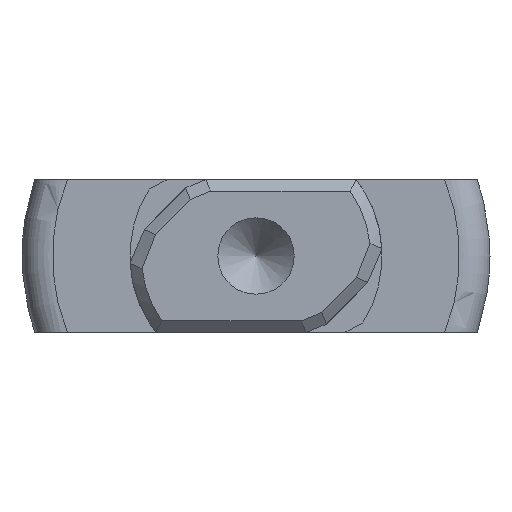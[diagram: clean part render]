
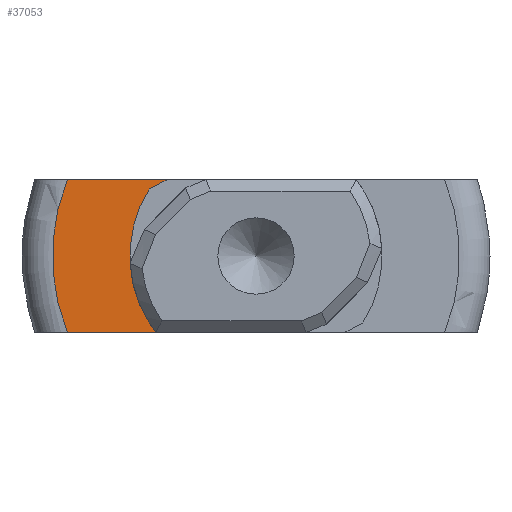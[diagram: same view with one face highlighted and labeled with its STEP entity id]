
A CAD part, left-side view. The second image highlights one B-rep face of the part: STEP entity #37053.
In plain terms, the highlighted planar face has unit normal (-1, 0, 0).
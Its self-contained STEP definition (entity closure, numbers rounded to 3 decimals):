
#722 = PLANE('',#723);
#723 = AXIS2_PLACEMENT_3D('',#724,#725,#726);
#724 = CARTESIAN_POINT('',(-6.25,-6.25,2.));
#725 = DIRECTION('',(0.,0.,1.));
#726 = DIRECTION('',(0.,1.,0.));
#15795 = VERTEX_POINT('',#15796);
#15796 = CARTESIAN_POINT('',(0.,4.94,2.));
#15830 = TOROIDAL_SURFACE('',#15831,5.329,0.8);
#15831 = AXIS2_PLACEMENT_3D('',#15832,#15833,#15834);
#15832 = CARTESIAN_POINT('',(0.8,0.,0.));
#15833 = DIRECTION('',(1.,0.,0.));
#15834 = DIRECTION('',(0.,0.,-1.));
#15864 = EDGE_CURVE('',#15795,#15865,#15867,.T.);
#15865 = VERTEX_POINT('',#15866);
#15866 = CARTESIAN_POINT('',(0.,2.327,2.));
#15867 = SURFACE_CURVE('',#15868,(#15872,#15879),.PCURVE_S1.);
#15868 = LINE('',#15869,#15870);
#15869 = CARTESIAN_POINT('',(0.,5.79,2.));
#15870 = VECTOR('',#15871,1.);
#15871 = DIRECTION('',(0.,-1.,0.));
#15872 = PCURVE('',#722,#15873);
#15873 = DEFINITIONAL_REPRESENTATION('',(#15874),#15878);
#15874 = LINE('',#15875,#15876);
#15875 = CARTESIAN_POINT('',(12.04,-6.25));
#15876 = VECTOR('',#15877,1.);
#15877 = DIRECTION('',(-1.,-0.));
#15878 = ( GEOMETRIC_REPRESENTATION_CONTEXT(2) 
PARAMETRIC_REPRESENTATION_CONTEXT() REPRESENTATION_CONTEXT('2D SPACE',''
  ) );
#15879 = PCURVE('',#15880,#15885);
#15880 = PLANE('',#15881);
#15881 = AXIS2_PLACEMENT_3D('',#15882,#15883,#15884);
#15882 = CARTESIAN_POINT('',(0.,5.329,
    0.));
#15883 = DIRECTION('',(-1.,0.,0.));
#15884 = DIRECTION('',(0.,0.,1.));
#15885 = DEFINITIONAL_REPRESENTATION('',(#15886),#15890);
#15886 = LINE('',#15887,#15888);
#15887 = CARTESIAN_POINT('',(2.,0.46));
#15888 = VECTOR('',#15889,1.);
#15889 = DIRECTION('',(0.,-1.));
#15890 = ( GEOMETRIC_REPRESENTATION_CONTEXT(2) 
PARAMETRIC_REPRESENTATION_CONTEXT() REPRESENTATION_CONTEXT('2D SPACE',''
  ) );
#15908 = PLANE('',#15909);
#15909 = AXIS2_PLACEMENT_3D('',#15910,#15911,#15912);
#15910 = CARTESIAN_POINT('',(-32.063,2.561,1.878));
#15911 = DIRECTION('',(0.,0.464,0.886
    ));
#15912 = DIRECTION('',(1.,0.,0.));
#33245 = PLANE('',#33246);
#33246 = AXIS2_PLACEMENT_3D('',#33247,#33248,#33249);
#33247 = CARTESIAN_POINT('',(-6.25,6.25,-2.));
#33248 = DIRECTION('',(0.,0.,-1.));
#33249 = DIRECTION('',(0.,-1.,0.));
#35334 = PLANE('',#35335);
#35335 = AXIS2_PLACEMENT_3D('',#35336,#35337,#35338);
#35336 = CARTESIAN_POINT('',(-32.063,2.561,-1.878));
#35337 = DIRECTION('',(0.,0.464,
    -0.886));
#35338 = DIRECTION('',(-1.,0.,0.));
#35354 = VERTEX_POINT('',#35355);
#35355 = CARTESIAN_POINT('',(0.,2.795,
    -1.755));
#35369 = CYLINDRICAL_SURFACE('',#35370,3.3);
#35370 = AXIS2_PLACEMENT_3D('',#35371,#35372,#35373);
#35371 = CARTESIAN_POINT('',(-32.063,0.,
    0.));
#35372 = DIRECTION('',(1.,0.,0.));
#35373 = DIRECTION('',(0.,1.,0.));
#35381 = EDGE_CURVE('',#35382,#35354,#35384,.T.);
#35382 = VERTEX_POINT('',#35383);
#35383 = CARTESIAN_POINT('',(0.,2.327,-2.));
#35384 = SURFACE_CURVE('',#35385,(#35389,#35396),.PCURVE_S1.);
#35385 = LINE('',#35386,#35387);
#35386 = CARTESIAN_POINT('',(0.,4.033,-1.107));
#35387 = VECTOR('',#35388,1.);
#35388 = DIRECTION('',(0.,0.886,0.464
    ));
#35389 = PCURVE('',#35334,#35390);
#35390 = DEFINITIONAL_REPRESENTATION('',(#35391),#35395);
#35391 = LINE('',#35392,#35393);
#35392 = CARTESIAN_POINT('',(-32.063,1.662));
#35393 = VECTOR('',#35394,1.);
#35394 = DIRECTION('',(0.,1.));
#35395 = ( GEOMETRIC_REPRESENTATION_CONTEXT(2) 
PARAMETRIC_REPRESENTATION_CONTEXT() REPRESENTATION_CONTEXT('2D SPACE',''
  ) );
#35396 = PCURVE('',#15880,#35397);
#35397 = DEFINITIONAL_REPRESENTATION('',(#35398),#35402);
#35398 = LINE('',#35399,#35400);
#35399 = CARTESIAN_POINT('',(-1.107,-1.296));
#35400 = VECTOR('',#35401,1.);
#35401 = DIRECTION('',(0.464,0.886));
#35402 = ( GEOMETRIC_REPRESENTATION_CONTEXT(2) 
PARAMETRIC_REPRESENTATION_CONTEXT() REPRESENTATION_CONTEXT('2D SPACE',''
  ) );
#35890 = EDGE_CURVE('',#35382,#35891,#35893,.T.);
#35891 = VERTEX_POINT('',#35892);
#35892 = CARTESIAN_POINT('',(0.,4.94,-2.));
#35893 = SURFACE_CURVE('',#35894,(#35898,#35905),.PCURVE_S1.);
#35894 = LINE('',#35895,#35896);
#35895 = CARTESIAN_POINT('',(0.,-0.46,-2.));
#35896 = VECTOR('',#35897,1.);
#35897 = DIRECTION('',(0.,1.,0.));
#35898 = PCURVE('',#33245,#35899);
#35899 = DEFINITIONAL_REPRESENTATION('',(#35900),#35904);
#35900 = LINE('',#35901,#35902);
#35901 = CARTESIAN_POINT('',(6.71,-6.25));
#35902 = VECTOR('',#35903,1.);
#35903 = DIRECTION('',(-1.,-0.));
#35904 = ( GEOMETRIC_REPRESENTATION_CONTEXT(2) 
PARAMETRIC_REPRESENTATION_CONTEXT() REPRESENTATION_CONTEXT('2D SPACE',''
  ) );
#35905 = PCURVE('',#15880,#35906);
#35906 = DEFINITIONAL_REPRESENTATION('',(#35907),#35911);
#35907 = LINE('',#35908,#35909);
#35908 = CARTESIAN_POINT('',(-2.,-5.79));
#35909 = VECTOR('',#35910,1.);
#35910 = DIRECTION('',(0.,1.));
#35911 = ( GEOMETRIC_REPRESENTATION_CONTEXT(2) 
PARAMETRIC_REPRESENTATION_CONTEXT() REPRESENTATION_CONTEXT('2D SPACE',''
  ) );
#36534 = EDGE_CURVE('',#36535,#15865,#36537,.T.);
#36535 = VERTEX_POINT('',#36536);
#36536 = CARTESIAN_POINT('',(0.,2.795,
    1.755));
#36537 = SURFACE_CURVE('',#36538,(#36542,#36549),.PCURVE_S1.);
#36538 = LINE('',#36539,#36540);
#36539 = CARTESIAN_POINT('',(0.,4.033,1.107));
#36540 = VECTOR('',#36541,1.);
#36541 = DIRECTION('',(0.,-0.886,
    0.464));
#36542 = PCURVE('',#15908,#36543);
#36543 = DEFINITIONAL_REPRESENTATION('',(#36544),#36548);
#36544 = LINE('',#36545,#36546);
#36545 = CARTESIAN_POINT('',(32.063,1.662));
#36546 = VECTOR('',#36547,1.);
#36547 = DIRECTION('',(0.,-1.));
#36548 = ( GEOMETRIC_REPRESENTATION_CONTEXT(2) 
PARAMETRIC_REPRESENTATION_CONTEXT() REPRESENTATION_CONTEXT('2D SPACE',''
  ) );
#36549 = PCURVE('',#15880,#36550);
#36550 = DEFINITIONAL_REPRESENTATION('',(#36551),#36555);
#36551 = LINE('',#36552,#36553);
#36552 = CARTESIAN_POINT('',(1.107,-1.296));
#36553 = VECTOR('',#36554,1.);
#36554 = DIRECTION('',(0.464,-0.886));
#36555 = ( GEOMETRIC_REPRESENTATION_CONTEXT(2) 
PARAMETRIC_REPRESENTATION_CONTEXT() REPRESENTATION_CONTEXT('2D SPACE',''
  ) );
#36584 = EDGE_CURVE('',#35354,#36535,#36585,.T.);
#36585 = SURFACE_CURVE('',#36586,(#36591,#36598),.PCURVE_S1.);
#36586 = CIRCLE('',#36587,3.3);
#36587 = AXIS2_PLACEMENT_3D('',#36588,#36589,#36590);
#36588 = CARTESIAN_POINT('',(0.,0.,
    0.));
#36589 = DIRECTION('',(1.,0.,0.));
#36590 = DIRECTION('',(0.,0.,1.));
#36591 = PCURVE('',#35369,#36592);
#36592 = DEFINITIONAL_REPRESENTATION('',(#36593),#36597);
#36593 = LINE('',#36594,#36595);
#36594 = CARTESIAN_POINT('',(1.571,32.063));
#36595 = VECTOR('',#36596,1.);
#36596 = DIRECTION('',(1.,0.));
#36597 = ( GEOMETRIC_REPRESENTATION_CONTEXT(2) 
PARAMETRIC_REPRESENTATION_CONTEXT() REPRESENTATION_CONTEXT('2D SPACE',''
  ) );
#36598 = PCURVE('',#15880,#36599);
#36599 = DEFINITIONAL_REPRESENTATION('',(#36600),#36608);
#36600 = ( BOUNDED_CURVE() B_SPLINE_CURVE(2,(#36601,#36602,#36603,#36604
    ,#36605,#36606,#36607),.UNSPECIFIED.,.T.,.F.) 
B_SPLINE_CURVE_WITH_KNOTS((1,2,2,2,2,1),(-2.094,0.,
    2.094,4.189,6.283,8.378),
.UNSPECIFIED.) CURVE() GEOMETRIC_REPRESENTATION_ITEM() 
RATIONAL_B_SPLINE_CURVE((1.,0.5,1.,0.5,1.,0.5,1.)) REPRESENTATION_ITEM(
  '') );
#36601 = CARTESIAN_POINT('',(3.3,-5.329));
#36602 = CARTESIAN_POINT('',(3.3,-11.045));
#36603 = CARTESIAN_POINT('',(-1.65,-8.187));
#36604 = CARTESIAN_POINT('',(-6.6,-5.329));
#36605 = CARTESIAN_POINT('',(-1.65,-2.471));
#36606 = CARTESIAN_POINT('',(3.3,0.387));
#36607 = CARTESIAN_POINT('',(3.3,-5.329));
#36608 = ( GEOMETRIC_REPRESENTATION_CONTEXT(2) 
PARAMETRIC_REPRESENTATION_CONTEXT() REPRESENTATION_CONTEXT('2D SPACE',''
  ) );
#37053 = ADVANCED_FACE('',(#37054),#15880,.T.);
#37054 = FACE_BOUND('',#37055,.T.);
#37055 = EDGE_LOOP('',(#37056,#37057,#37058,#37059,#37085,#37086));
#37056 = ORIENTED_EDGE('',*,*,#36584,.T.);
#37057 = ORIENTED_EDGE('',*,*,#36534,.T.);
#37058 = ORIENTED_EDGE('',*,*,#15864,.F.);
#37059 = ORIENTED_EDGE('',*,*,#37060,.F.);
#37060 = EDGE_CURVE('',#35891,#15795,#37061,.T.);
#37061 = SURFACE_CURVE('',#37062,(#37067,#37078),.PCURVE_S1.);
#37062 = CIRCLE('',#37063,5.329);
#37063 = AXIS2_PLACEMENT_3D('',#37064,#37065,#37066);
#37064 = CARTESIAN_POINT('',(0.,0.,0.)
  );
#37065 = DIRECTION('',(1.,0.,0.));
#37066 = DIRECTION('',(0.,0.,1.));
#37067 = PCURVE('',#15880,#37068);
#37068 = DEFINITIONAL_REPRESENTATION('',(#37069),#37077);
#37069 = ( BOUNDED_CURVE() B_SPLINE_CURVE(2,(#37070,#37071,#37072,#37073
    ,#37074,#37075,#37076),.UNSPECIFIED.,.T.,.F.) 
B_SPLINE_CURVE_WITH_KNOTS((1,2,2,2,2,1),(-2.094,0.,
    2.094,4.189,6.283,8.378),
.UNSPECIFIED.) CURVE() GEOMETRIC_REPRESENTATION_ITEM() 
RATIONAL_B_SPLINE_CURVE((1.,0.5,1.,0.5,1.,0.5,1.)) REPRESENTATION_ITEM(
  '') );
#37070 = CARTESIAN_POINT('',(5.329,-5.329));
#37071 = CARTESIAN_POINT('',(5.329,-14.56));
#37072 = CARTESIAN_POINT('',(-2.665,-9.945));
#37073 = CARTESIAN_POINT('',(-10.659,-5.329));
#37074 = CARTESIAN_POINT('',(-2.665,-0.714));
#37075 = CARTESIAN_POINT('',(5.329,3.901));
#37076 = CARTESIAN_POINT('',(5.329,-5.329));
#37077 = ( GEOMETRIC_REPRESENTATION_CONTEXT(2) 
PARAMETRIC_REPRESENTATION_CONTEXT() REPRESENTATION_CONTEXT('2D SPACE',''
  ) );
#37078 = PCURVE('',#15830,#37079);
#37079 = DEFINITIONAL_REPRESENTATION('',(#37080),#37084);
#37080 = LINE('',#37081,#37082);
#37081 = CARTESIAN_POINT('',(-3.142,4.712));
#37082 = VECTOR('',#37083,1.);
#37083 = DIRECTION('',(1.,0.));
#37084 = ( GEOMETRIC_REPRESENTATION_CONTEXT(2) 
PARAMETRIC_REPRESENTATION_CONTEXT() REPRESENTATION_CONTEXT('2D SPACE',''
  ) );
#37085 = ORIENTED_EDGE('',*,*,#35890,.F.);
#37086 = ORIENTED_EDGE('',*,*,#35381,.T.);
